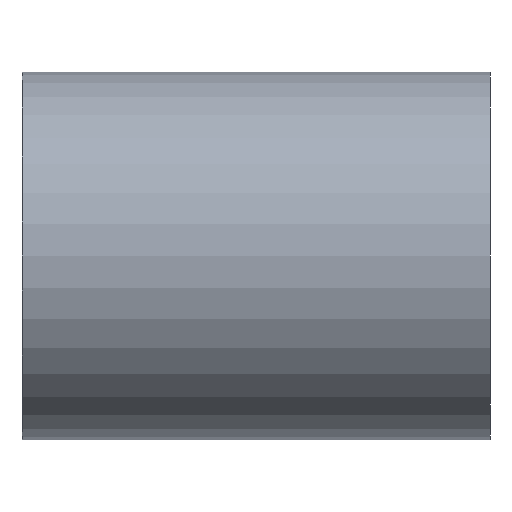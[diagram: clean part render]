
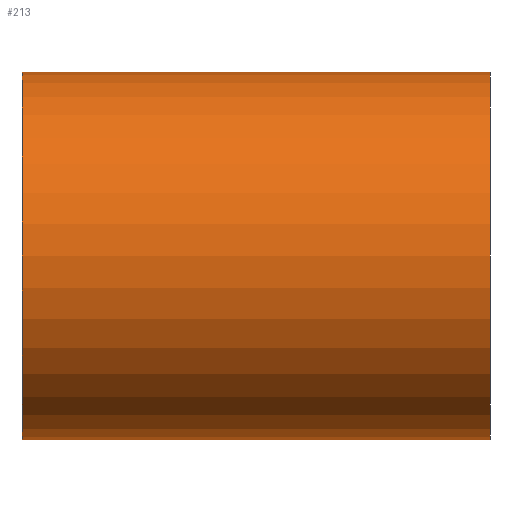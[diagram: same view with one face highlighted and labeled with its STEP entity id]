
A CAD part, front view. The second image highlights one B-rep face of the part: STEP entity #213.
In plain terms, the highlighted cylindrical face has radius 55 mm (diameter 110 mm), a partial arc.
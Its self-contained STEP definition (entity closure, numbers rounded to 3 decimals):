
#5 = CARTESIAN_POINT ( 'NONE',  ( -6.017, 0., 0. ) ) ;
#12 = CARTESIAN_POINT ( 'NONE',  ( 133.983, 0., 0. ) ) ;
#19 = AXIS2_PLACEMENT_3D ( 'NONE', #135, #31, #104 ) ;
#28 = EDGE_CURVE ( 'NONE', #231, #72, #257, .T. ) ;
#31 = DIRECTION ( 'NONE',  ( -1., 0., 0. ) ) ;
#33 = FACE_OUTER_BOUND ( 'NONE', #240, .T. ) ;
#45 = AXIS2_PLACEMENT_3D ( 'NONE', #5, #280, #100 ) ;
#49 = CARTESIAN_POINT ( 'NONE',  ( 133.983, 0., 55. ) ) ;
#56 = CYLINDRICAL_SURFACE ( 'NONE', #19, 55. ) ;
#72 = VERTEX_POINT ( 'NONE', #77 ) ;
#77 = CARTESIAN_POINT ( 'NONE',  ( -6.017, 0., 55. ) ) ;
#80 = CARTESIAN_POINT ( 'NONE',  ( -6.017, 0., -55. ) ) ;
#85 = DIRECTION ( 'NONE',  ( -1., 0., 0. ) ) ;
#94 = ORIENTED_EDGE ( 'NONE', *, *, #28, .F. ) ;
#99 = LINE ( 'NONE', #298, #195 ) ;
#100 = DIRECTION ( 'NONE',  ( 0., 0., 1. ) ) ;
#104 = DIRECTION ( 'NONE',  ( 0., 0., 1. ) ) ;
#114 = CARTESIAN_POINT ( 'NONE',  ( 133.983, 0., -55. ) ) ;
#134 = ORIENTED_EDGE ( 'NONE', *, *, #163, .T. ) ;
#135 = CARTESIAN_POINT ( 'NONE',  ( -46.222, 0., 0. ) ) ;
#141 = VERTEX_POINT ( 'NONE', #49 ) ;
#147 = ORIENTED_EDGE ( 'NONE', *, *, #226, .F. ) ;
#155 = CARTESIAN_POINT ( 'NONE',  ( -46.222, 0., 55. ) ) ;
#163 = EDGE_CURVE ( 'NONE', #141, #72, #247, .T. ) ;
#174 = ORIENTED_EDGE ( 'NONE', *, *, #289, .T. ) ;
#194 = VECTOR ( 'NONE', #199, 1000. ) ;
#195 = VECTOR ( 'NONE', #227, 1000. ) ;
#199 = DIRECTION ( 'NONE',  ( -1., 0., 0. ) ) ;
#209 = AXIS2_PLACEMENT_3D ( 'NONE', #12, #85, #235 ) ;
#213 = ADVANCED_FACE ( 'NONE', ( #33 ), #56, .T. ) ;
#226 = EDGE_CURVE ( 'NONE', #313, #231, #99, .T. ) ;
#227 = DIRECTION ( 'NONE',  ( -1., 0., 0. ) ) ;
#231 = VERTEX_POINT ( 'NONE', #80 ) ;
#235 = DIRECTION ( 'NONE',  ( 0., 0., 1. ) ) ;
#240 = EDGE_LOOP ( 'NONE', ( #147, #174, #134, #94 ) ) ;
#247 = LINE ( 'NONE', #155, #194 ) ;
#257 = CIRCLE ( 'NONE', #45, 55. ) ;
#280 = DIRECTION ( 'NONE',  ( -1., 0., 0. ) ) ;
#289 = EDGE_CURVE ( 'NONE', #313, #141, #305, .T. ) ;
#298 = CARTESIAN_POINT ( 'NONE',  ( -46.222, 0., -55. ) ) ;
#305 = CIRCLE ( 'NONE', #209, 55. ) ;
#313 = VERTEX_POINT ( 'NONE', #114 ) ;
